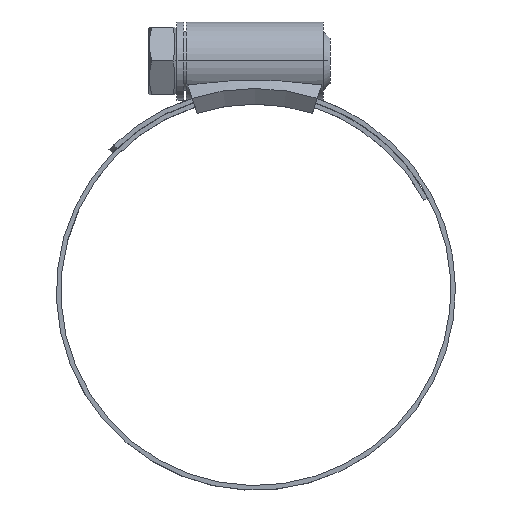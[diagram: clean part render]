
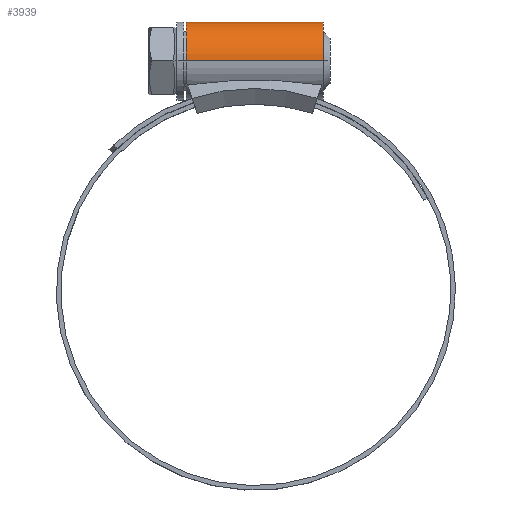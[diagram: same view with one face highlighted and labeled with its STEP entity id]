
A CAD part, top view. The second image highlights one B-rep face of the part: STEP entity #3939.
In plain terms, the highlighted cylindrical face has radius 8.5 mm (diameter 17 mm), a partial arc.
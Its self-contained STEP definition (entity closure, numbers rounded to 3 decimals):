
#55 = CARTESIAN_POINT ( 'NONE',  ( -14.926, 50., 8.5 ) ) ;
#69 = DIRECTION ( 'NONE',  ( 1., 0., 0. ) ) ;
#217 = CIRCLE ( 'NONE', #2158, 8.5 ) ;
#240 = CARTESIAN_POINT ( 'NONE',  ( -14.926, 50., -8.5 ) ) ;
#296 = EDGE_LOOP ( 'NONE', ( #1686, #3541, #4111, #2590 ) ) ;
#421 = DIRECTION ( 'NONE',  ( 0., 0., -1. ) ) ;
#463 = EDGE_CURVE ( 'NONE', #1849, #2711, #2618, .T. ) ;
#464 = CIRCLE ( 'NONE', #2260, 8.5 ) ;
#651 = EDGE_CURVE ( 'NONE', #1110, #1849, #217, .T. ) ;
#892 = CARTESIAN_POINT ( 'NONE',  ( -14.926, 50., 0. ) ) ;
#967 = CYLINDRICAL_SURFACE ( 'NONE', #4001, 8.5 ) ;
#1001 = VERTEX_POINT ( 'NONE', #1747 ) ;
#1059 = CARTESIAN_POINT ( 'NONE',  ( 14.926, 50., -8.5 ) ) ;
#1110 = VERTEX_POINT ( 'NONE', #55 ) ;
#1147 = CARTESIAN_POINT ( 'NONE',  ( -38.967, 50., 8.5 ) ) ;
#1686 = ORIENTED_EDGE ( 'NONE', *, *, #651, .F. ) ;
#1696 = CARTESIAN_POINT ( 'NONE',  ( 14.926, 50., 0. ) ) ;
#1747 = CARTESIAN_POINT ( 'NONE',  ( 14.926, 50., 8.5 ) ) ;
#1849 = VERTEX_POINT ( 'NONE', #240 ) ;
#2087 = EDGE_CURVE ( 'NONE', #2711, #1001, #464, .T. ) ;
#2158 = AXIS2_PLACEMENT_3D ( 'NONE', #892, #2209, #2876 ) ;
#2209 = DIRECTION ( 'NONE',  ( -1., 0., 0. ) ) ;
#2260 = AXIS2_PLACEMENT_3D ( 'NONE', #1696, #3374, #3978 ) ;
#2462 = DIRECTION ( 'NONE',  ( 1., 0., 0. ) ) ;
#2590 = ORIENTED_EDGE ( 'NONE', *, *, #463, .F. ) ;
#2618 = LINE ( 'NONE', #3899, #2897 ) ;
#2701 = FACE_OUTER_BOUND ( 'NONE', #296, .T. ) ;
#2711 = VERTEX_POINT ( 'NONE', #1059 ) ;
#2876 = DIRECTION ( 'NONE',  ( 0., 0., -1. ) ) ;
#2897 = VECTOR ( 'NONE', #2933, 1000. ) ;
#2933 = DIRECTION ( 'NONE',  ( 1., 0., 0. ) ) ;
#2957 = VECTOR ( 'NONE', #2462, 1000. ) ;
#3276 = EDGE_CURVE ( 'NONE', #1110, #1001, #4089, .T. ) ;
#3374 = DIRECTION ( 'NONE',  ( 1., 0., 0. ) ) ;
#3541 = ORIENTED_EDGE ( 'NONE', *, *, #3276, .T. ) ;
#3899 = CARTESIAN_POINT ( 'NONE',  ( -38.967, 50., -8.5 ) ) ;
#3939 = ADVANCED_FACE ( 'NONE', ( #2701 ), #967, .T. ) ;
#3978 = DIRECTION ( 'NONE',  ( 0., 0., -1. ) ) ;
#3999 = CARTESIAN_POINT ( 'NONE',  ( -38.967, 50., 0. ) ) ;
#4001 = AXIS2_PLACEMENT_3D ( 'NONE', #3999, #69, #421 ) ;
#4089 = LINE ( 'NONE', #1147, #2957 ) ;
#4111 = ORIENTED_EDGE ( 'NONE', *, *, #2087, .F. ) ;
